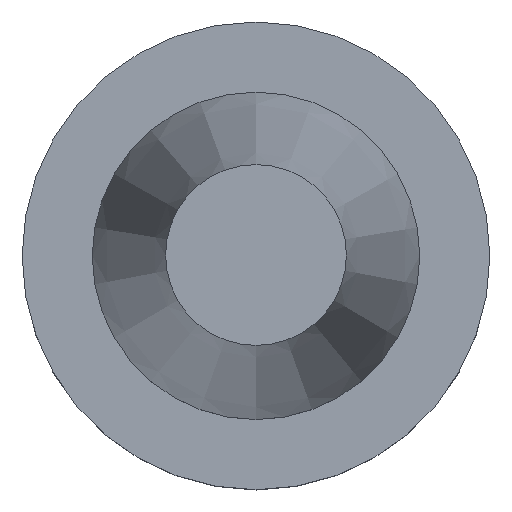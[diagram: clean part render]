
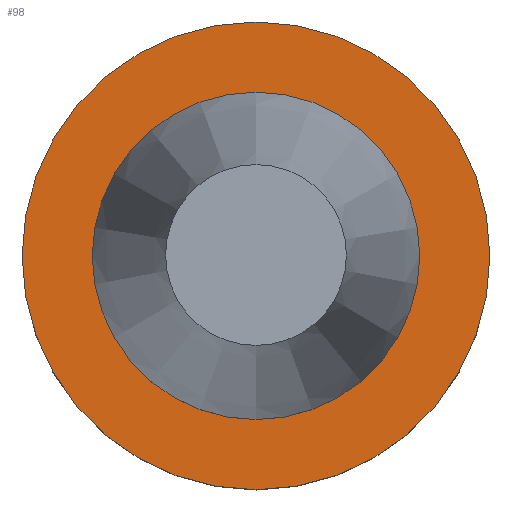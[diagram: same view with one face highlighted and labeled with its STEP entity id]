
A CAD part, top view. The second image highlights one B-rep face of the part: STEP entity #98.
In plain terms, the highlighted planar face has unit normal (0, 0, 1).
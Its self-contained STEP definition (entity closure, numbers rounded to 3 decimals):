
#56=EDGE_CURVE('Unnamed[1]',#153,#153,#154,.T.);
#98=ADVANCED_FACE('Unnamed[1]',(#217,#218),#219,.T.);
#118=EDGE_CURVE('Unnamed[1]',#249,#249,#250,.T.);
#153=VERTEX_POINT('',#286);
#154=CIRCLE('',#287,31.75);
#217=FACE_OUTER_BOUND('',#365,.T.);
#218=FACE_BOUND('',#366,.T.);
#219=PLANE('',#367);
#249=VERTEX_POINT('',#405);
#250=CIRCLE('',#406,22.225);
#286=CARTESIAN_POINT('',(0.,31.75,-1.));
#287=AXIS2_PLACEMENT_3D('',#442,#443,#444);
#365=EDGE_LOOP('',(#512));
#366=EDGE_LOOP('',(#513));
#367=AXIS2_PLACEMENT_3D('',#514,#515,#516);
#405=CARTESIAN_POINT('',(0.,22.225,-1.));
#406=AXIS2_PLACEMENT_3D('',#549,#550,#551);
#442=CARTESIAN_POINT('',(0.,0.,-1.));
#443=DIRECTION('',(0.,0.,-1.0));
#444=DIRECTION('',(0.,1.0,0.));
#512=ORIENTED_EDGE('',*,*,#56,.F.);
#513=ORIENTED_EDGE('',*,*,#118,.T.);
#514=CARTESIAN_POINT('',(0.,26.988,-1.));
#515=DIRECTION('',(0.,0.,1.0));
#516=DIRECTION('',(0.,-1.0,0.));
#549=CARTESIAN_POINT('',(0.,0.,-1.));
#550=DIRECTION('',(0.,0.,-1.0));
#551=DIRECTION('',(0.,1.0,0.));
